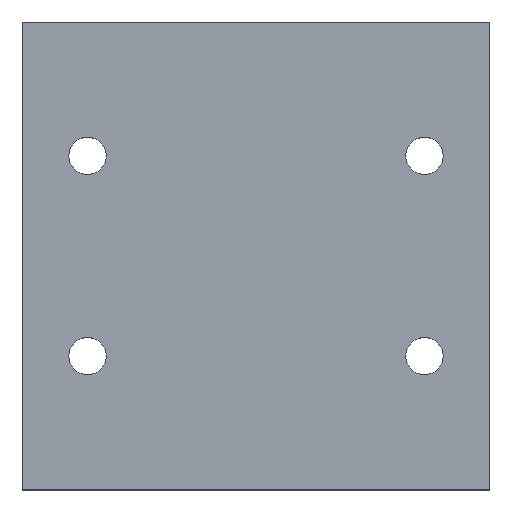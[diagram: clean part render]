
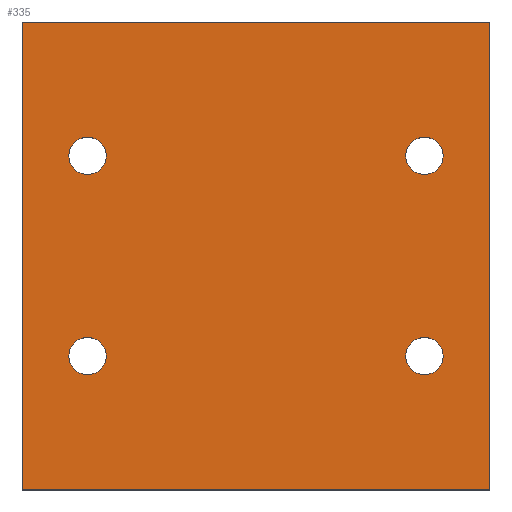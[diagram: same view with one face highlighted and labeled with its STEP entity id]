
A CAD part, top view. The second image highlights one B-rep face of the part: STEP entity #335.
In plain terms, the highlighted planar face has unit normal (0, 0, 1).
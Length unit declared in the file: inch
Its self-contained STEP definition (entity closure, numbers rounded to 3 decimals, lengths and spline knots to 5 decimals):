
#2 = CARTESIAN_POINT ( 'NONE',  ( -0.31496, -0.21063, 0.0625 ) ) ;
#3 = CARTESIAN_POINT ( 'NONE',  ( -0.49213, -0.49213, 0.0625 ) ) ;
#4 = CARTESIAN_POINT ( 'NONE',  ( -0.49213, -0.49213, 0.0625 ) ) ;
#6 = ORIENTED_EDGE ( 'NONE', *, *, #359, .T. ) ;
#8 = LINE ( 'NONE', #465, #357 ) ;
#11 = VERTEX_POINT ( 'NONE', #475 ) ;
#12 = ORIENTED_EDGE ( 'NONE', *, *, #241, .T. ) ;
#16 = CARTESIAN_POINT ( 'NONE',  ( -0.3937, 0.21063, 0.0625 ) ) ;
#23 = VERTEX_POINT ( 'NONE', #390 ) ;
#37 = CARTESIAN_POINT ( 'NONE',  ( 0., 0., 0.0625 ) ) ;
#38 = AXIS2_PLACEMENT_3D ( 'NONE', #286, #63, #326 ) ;
#40 = LINE ( 'NONE', #3, #457 ) ;
#43 = DIRECTION ( 'NONE',  ( 0., 0., -1. ) ) ;
#46 = DIRECTION ( 'NONE',  ( 1., 0., 0. ) ) ;
#61 = AXIS2_PLACEMENT_3D ( 'NONE', #130, #403, #172 ) ;
#63 = DIRECTION ( 'NONE',  ( 0., 0., 1. ) ) ;
#65 = DIRECTION ( 'NONE',  ( 0., 0., 1. ) ) ;
#67 = DIRECTION ( 'NONE',  ( 0., 0., 1. ) ) ;
#77 = CIRCLE ( 'NONE', #61, 0.03937 ) ;
#79 = DIRECTION ( 'NONE',  ( 1., 0., 0. ) ) ;
#87 = ORIENTED_EDGE ( 'NONE', *, *, #207, .F. ) ;
#96 = ORIENTED_EDGE ( 'NONE', *, *, #319, .F. ) ;
#111 = CIRCLE ( 'NONE', #236, 0.03937 ) ;
#113 = ORIENTED_EDGE ( 'NONE', *, *, #471, .F. ) ;
#114 = AXIS2_PLACEMENT_3D ( 'NONE', #495, #255, #498 ) ;
#117 = EDGE_LOOP ( 'NONE', ( #360, #442 ) ) ;
#119 = CIRCLE ( 'NONE', #420, 0.03937 ) ;
#120 = EDGE_LOOP ( 'NONE', ( #87, #325 ) ) ;
#128 = CARTESIAN_POINT ( 'NONE',  ( -0.49213, 0.49213, 0.0625 ) ) ;
#130 = CARTESIAN_POINT ( 'NONE',  ( 0.35433, -0.21063, 0.0625 ) ) ;
#138 = CARTESIAN_POINT ( 'NONE',  ( 0.3937, -0.21063, 0.0625 ) ) ;
#143 = CIRCLE ( 'NONE', #454, 0.03937 ) ;
#150 = VERTEX_POINT ( 'NONE', #16 ) ;
#153 = VERTEX_POINT ( 'NONE', #480 ) ;
#158 = FACE_BOUND ( 'NONE', #117, .T. ) ;
#159 = EDGE_CURVE ( 'NONE', #393, #436, #163, .T. ) ;
#163 = LINE ( 'NONE', #358, #463 ) ;
#172 = DIRECTION ( 'NONE',  ( 1., 0., 0. ) ) ;
#182 = AXIS2_PLACEMENT_3D ( 'NONE', #37, #43, #303 ) ;
#188 = VERTEX_POINT ( 'NONE', #128 ) ;
#190 = CARTESIAN_POINT ( 'NONE',  ( 0.49213, -0.49213, 0.0625 ) ) ;
#193 = EDGE_LOOP ( 'NONE', ( #113, #96 ) ) ;
#196 = LINE ( 'NONE', #208, #287 ) ;
#201 = AXIS2_PLACEMENT_3D ( 'NONE', #342, #65, #79 ) ;
#207 = EDGE_CURVE ( 'NONE', #460, #405, #352, .T. ) ;
#208 = CARTESIAN_POINT ( 'NONE',  ( 0.49213, -0.49213, 0.0625 ) ) ;
#220 = DIRECTION ( 'NONE',  ( 0., 0., 1. ) ) ;
#222 = EDGE_CURVE ( 'NONE', #11, #468, #77, .T. ) ;
#224 = DIRECTION ( 'NONE',  ( 1., 0., 0. ) ) ;
#228 = CARTESIAN_POINT ( 'NONE',  ( -0.35433, 0.21063, 0.0625 ) ) ;
#232 = FACE_OUTER_BOUND ( 'NONE', #300, .T. ) ;
#236 = AXIS2_PLACEMENT_3D ( 'NONE', #290, #67, #329 ) ;
#241 = EDGE_CURVE ( 'NONE', #436, #493, #196, .T. ) ;
#248 = EDGE_CURVE ( 'NONE', #502, #23, #111, .T. ) ;
#255 = DIRECTION ( 'NONE',  ( 0., 0., 1. ) ) ;
#257 = ORIENTED_EDGE ( 'NONE', *, *, #222, .F. ) ;
#262 = CIRCLE ( 'NONE', #406, 0.03937 ) ;
#274 = ORIENTED_EDGE ( 'NONE', *, *, #311, .F. ) ;
#286 = CARTESIAN_POINT ( 'NONE',  ( -0.35433, -0.21063, 0.0625 ) ) ;
#287 = VECTOR ( 'NONE', #445, 39.37008 ) ;
#290 = CARTESIAN_POINT ( 'NONE',  ( 0.35433, 0.21063, 0.0625 ) ) ;
#297 = FACE_BOUND ( 'NONE', #425, .T. ) ;
#300 = EDGE_LOOP ( 'NONE', ( #12, #507, #6, #473 ) ) ;
#303 = DIRECTION ( 'NONE',  ( -1., 0., 0. ) ) ;
#304 = CIRCLE ( 'NONE', #201, 0.03937 ) ;
#311 = EDGE_CURVE ( 'NONE', #468, #11, #362, .T. ) ;
#319 = EDGE_CURVE ( 'NONE', #153, #150, #304, .T. ) ;
#325 = ORIENTED_EDGE ( 'NONE', *, *, #474, .F. ) ;
#326 = DIRECTION ( 'NONE',  ( 1., 0., 0. ) ) ;
#329 = DIRECTION ( 'NONE',  ( 1., 0., 0. ) ) ;
#335 = ADVANCED_FACE ( 'NONE', ( #391, #380, #232, #158, #297 ), #414, .F. ) ;
#341 = CARTESIAN_POINT ( 'NONE',  ( 0.35433, 0.21063, 0.0625 ) ) ;
#342 = CARTESIAN_POINT ( 'NONE',  ( -0.35433, 0.21063, 0.0625 ) ) ;
#344 = DIRECTION ( 'NONE',  ( 0., 0., 1. ) ) ;
#352 = CIRCLE ( 'NONE', #38, 0.03937 ) ;
#357 = VECTOR ( 'NONE', #381, 39.37008 ) ;
#358 = CARTESIAN_POINT ( 'NONE',  ( -0.49213, -0.49213, 0.0625 ) ) ;
#359 = EDGE_CURVE ( 'NONE', #188, #393, #40, .T. ) ;
#360 = ORIENTED_EDGE ( 'NONE', *, *, #248, .F. ) ;
#362 = CIRCLE ( 'NONE', #114, 0.03937 ) ;
#371 = EDGE_CURVE ( 'NONE', #493, #188, #8, .T. ) ;
#372 = CARTESIAN_POINT ( 'NONE',  ( 0.49213, 0.49213, 0.0625 ) ) ;
#374 = CARTESIAN_POINT ( 'NONE',  ( -0.3937, -0.21063, 0.0625 ) ) ;
#380 = FACE_BOUND ( 'NONE', #193, .T. ) ;
#381 = DIRECTION ( 'NONE',  ( -1., 0., 0. ) ) ;
#382 = CARTESIAN_POINT ( 'NONE',  ( -0.35433, -0.21063, 0.0625 ) ) ;
#390 = CARTESIAN_POINT ( 'NONE',  ( 0.3937, 0.21063, 0.0625 ) ) ;
#391 = FACE_BOUND ( 'NONE', #120, .T. ) ;
#393 = VERTEX_POINT ( 'NONE', #4 ) ;
#397 = DIRECTION ( 'NONE',  ( 1., 0., 0. ) ) ;
#403 = DIRECTION ( 'NONE',  ( 0., 0., 1. ) ) ;
#405 = VERTEX_POINT ( 'NONE', #2 ) ;
#406 = AXIS2_PLACEMENT_3D ( 'NONE', #228, #220, #224 ) ;
#413 = DIRECTION ( 'NONE',  ( 0., 0., 1. ) ) ;
#414 = PLANE ( 'NONE',  #182 ) ;
#418 = DIRECTION ( 'NONE',  ( 1., 0., 0. ) ) ;
#420 = AXIS2_PLACEMENT_3D ( 'NONE', #382, #413, #418 ) ;
#425 = EDGE_LOOP ( 'NONE', ( #257, #274 ) ) ;
#435 = CARTESIAN_POINT ( 'NONE',  ( 0.31496, 0.21063, 0.0625 ) ) ;
#436 = VERTEX_POINT ( 'NONE', #190 ) ;
#438 = EDGE_CURVE ( 'NONE', #23, #502, #143, .T. ) ;
#442 = ORIENTED_EDGE ( 'NONE', *, *, #438, .F. ) ;
#445 = DIRECTION ( 'NONE',  ( 0., 1., 0. ) ) ;
#454 = AXIS2_PLACEMENT_3D ( 'NONE', #341, #344, #46 ) ;
#457 = VECTOR ( 'NONE', #489, 39.37008 ) ;
#460 = VERTEX_POINT ( 'NONE', #374 ) ;
#463 = VECTOR ( 'NONE', #397, 39.37008 ) ;
#465 = CARTESIAN_POINT ( 'NONE',  ( -0.49213, 0.49213, 0.0625 ) ) ;
#468 = VERTEX_POINT ( 'NONE', #138 ) ;
#471 = EDGE_CURVE ( 'NONE', #150, #153, #262, .T. ) ;
#473 = ORIENTED_EDGE ( 'NONE', *, *, #159, .T. ) ;
#474 = EDGE_CURVE ( 'NONE', #405, #460, #119, .T. ) ;
#475 = CARTESIAN_POINT ( 'NONE',  ( 0.31496, -0.21063, 0.0625 ) ) ;
#480 = CARTESIAN_POINT ( 'NONE',  ( -0.31496, 0.21063, 0.0625 ) ) ;
#489 = DIRECTION ( 'NONE',  ( 0., -1., 0. ) ) ;
#493 = VERTEX_POINT ( 'NONE', #372 ) ;
#495 = CARTESIAN_POINT ( 'NONE',  ( 0.35433, -0.21063, 0.0625 ) ) ;
#498 = DIRECTION ( 'NONE',  ( 1., 0., 0. ) ) ;
#502 = VERTEX_POINT ( 'NONE', #435 ) ;
#507 = ORIENTED_EDGE ( 'NONE', *, *, #371, .T. ) ;
